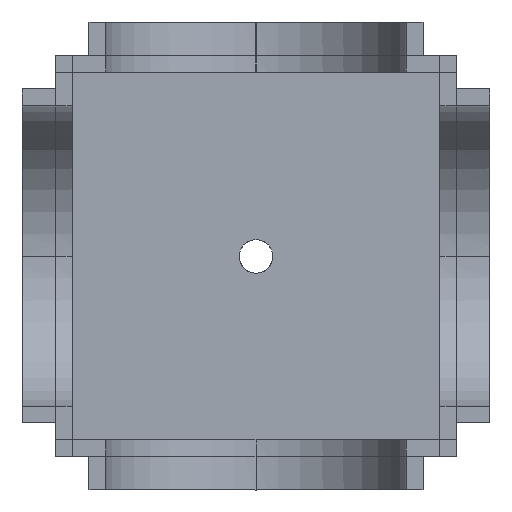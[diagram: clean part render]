
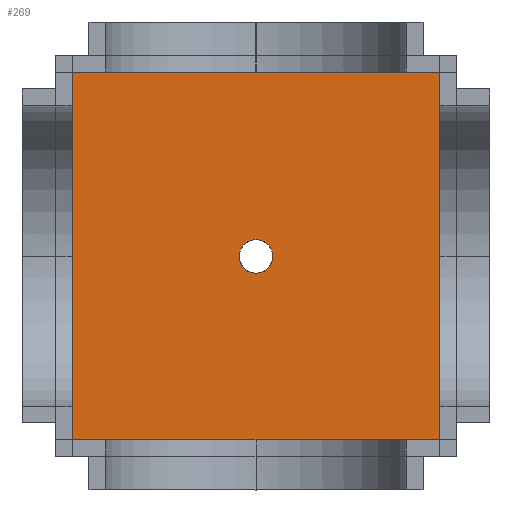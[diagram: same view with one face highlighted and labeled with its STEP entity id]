
A CAD part, top view. The second image highlights one B-rep face of the part: STEP entity #269.
In plain terms, the highlighted free-form (B-spline) face has degree [1, 1] with [2, 2] control points.
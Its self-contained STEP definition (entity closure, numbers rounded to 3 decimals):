
#200=(
BOUNDED_SURFACE()
B_SPLINE_SURFACE(1,1,((#201,#202),(#203,#204)),.UNSPECIFIED.,.F.,.F.,.F.)
B_SPLINE_SURFACE_WITH_KNOTS((2,2),(2,2),(0.000,1.000),(0.000,1.000),.UNSPECIFIED.)
GEOMETRIC_REPRESENTATION_ITEM()
RATIONAL_B_SPLINE_SURFACE(((1.,1.),(1.,1.)))
REPRESENTATION_ITEM('')
SURFACE()
);
#201=CARTESIAN_POINT('',(-60.,60.,2.5));
#202=CARTESIAN_POINT('',(60.,60.,2.5));
#203=CARTESIAN_POINT('',(-60.,-60.,2.5));
#204=CARTESIAN_POINT('',(60.,-60.,2.5));
#205=CARTESIAN_POINT('',(60.,60.,2.5));
#206=VERTEX_POINT('',#205);
#207=(
BOUNDED_CURVE()
B_SPLINE_CURVE(1,(#208,#209),.UNSPECIFIED.,.F.,.F.)
B_SPLINE_CURVE_WITH_KNOTS((2,2),(0.000,1.000),.UNSPECIFIED.)
CURVE()
GEOMETRIC_REPRESENTATION_ITEM()
RATIONAL_B_SPLINE_CURVE((1.,1.))
REPRESENTATION_ITEM('')
);
#208=CARTESIAN_POINT('',(60.,60.,2.5));
#209=CARTESIAN_POINT('',(60.,-60.,2.5));
#210=CARTESIAN_POINT('',(60.,-60.,2.5));
#211=VERTEX_POINT('',#210);
#212=EDGE_CURVE('',#206,#211,#207,.T.);
#213=ORIENTED_EDGE('',*,*,#212,.T.);
#214=(
BOUNDED_CURVE()
B_SPLINE_CURVE(1,(#215,#216),.UNSPECIFIED.,.F.,.F.)
B_SPLINE_CURVE_WITH_KNOTS((2,2),(0.000,1.000),.UNSPECIFIED.)
CURVE()
GEOMETRIC_REPRESENTATION_ITEM()
RATIONAL_B_SPLINE_CURVE((1.,1.))
REPRESENTATION_ITEM('')
);
#215=CARTESIAN_POINT('',(60.,-60.,2.5));
#216=CARTESIAN_POINT('',(-60.,-60.,2.5));
#217=CARTESIAN_POINT('',(-60.,-60.,2.5));
#218=VERTEX_POINT('',#217);
#219=EDGE_CURVE('',#211,#218,#214,.T.);
#220=ORIENTED_EDGE('',*,*,#219,.T.);
#221=(
BOUNDED_CURVE()
B_SPLINE_CURVE(1,(#222,#223),.UNSPECIFIED.,.F.,.F.)
B_SPLINE_CURVE_WITH_KNOTS((2,2),(0.000,1.000),.UNSPECIFIED.)
CURVE()
GEOMETRIC_REPRESENTATION_ITEM()
RATIONAL_B_SPLINE_CURVE((1.,1.))
REPRESENTATION_ITEM('')
);
#222=CARTESIAN_POINT('',(-60.,-60.,2.5));
#223=CARTESIAN_POINT('',(-60.,60.,2.5));
#224=CARTESIAN_POINT('',(-60.,60.,2.5));
#225=VERTEX_POINT('',#224);
#226=EDGE_CURVE('',#218,#225,#221,.T.);
#227=ORIENTED_EDGE('',*,*,#226,.T.);
#228=(
BOUNDED_CURVE()
B_SPLINE_CURVE(1,(#229,#230),.UNSPECIFIED.,.F.,.F.)
B_SPLINE_CURVE_WITH_KNOTS((2,2),(0.000,1.000),.UNSPECIFIED.)
CURVE()
GEOMETRIC_REPRESENTATION_ITEM()
RATIONAL_B_SPLINE_CURVE((1.,1.))
REPRESENTATION_ITEM('')
);
#229=CARTESIAN_POINT('',(-60.,60.,2.5));
#230=CARTESIAN_POINT('',(60.,60.,2.5));
#231=EDGE_CURVE('',#225,#206,#228,.T.);
#232=ORIENTED_EDGE('',*,*,#231,.T.);
#233=EDGE_LOOP('',(#213,#220,#227,#232));
#234=FACE_OUTER_BOUND('',#233,.T.);
#235=CARTESIAN_POINT('',(0.,-5.,2.5));
#236=VERTEX_POINT('',#235);
#237=(
BOUNDED_CURVE()
B_SPLINE_CURVE(2,(#238,#239,#240),.UNSPECIFIED.,.F.,.F.)
B_SPLINE_CURVE_WITH_KNOTS((3,3),(0.000,1.000),.UNSPECIFIED.)
CURVE()
GEOMETRIC_REPRESENTATION_ITEM()
RATIONAL_B_SPLINE_CURVE((1.,0.707,1.))
REPRESENTATION_ITEM('')
);
#238=CARTESIAN_POINT('',(0.,-5.,2.5));
#239=CARTESIAN_POINT('',(5.,-5.,2.5));
#240=CARTESIAN_POINT('',(5.,0.,2.5));
#241=CARTESIAN_POINT('',(5.,0.,2.5));
#242=VERTEX_POINT('',#241);
#243=EDGE_CURVE('',#236,#242,#237,.T.);
#244=ORIENTED_EDGE('',*,*,#243,.T.);
#245=(
BOUNDED_CURVE()
B_SPLINE_CURVE(2,(#246,#247,#248),.UNSPECIFIED.,.F.,.F.)
B_SPLINE_CURVE_WITH_KNOTS((3,3),(0.000,1.000),.UNSPECIFIED.)
CURVE()
GEOMETRIC_REPRESENTATION_ITEM()
RATIONAL_B_SPLINE_CURVE((1.,0.707,1.))
REPRESENTATION_ITEM('')
);
#246=CARTESIAN_POINT('',(5.,0.,2.5));
#247=CARTESIAN_POINT('',(5.,5.,2.5));
#248=CARTESIAN_POINT('',(0.,5.,2.5));
#249=CARTESIAN_POINT('',(0.,5.,2.5));
#250=VERTEX_POINT('',#249);
#251=EDGE_CURVE('',#242,#250,#245,.T.);
#252=ORIENTED_EDGE('',*,*,#251,.T.);
#253=(
BOUNDED_CURVE()
B_SPLINE_CURVE(2,(#254,#255,#256),.UNSPECIFIED.,.F.,.F.)
B_SPLINE_CURVE_WITH_KNOTS((3,3),(0.000,1.000),.UNSPECIFIED.)
CURVE()
GEOMETRIC_REPRESENTATION_ITEM()
RATIONAL_B_SPLINE_CURVE((1.,0.707,1.))
REPRESENTATION_ITEM('')
);
#254=CARTESIAN_POINT('',(0.,5.,2.5));
#255=CARTESIAN_POINT('',(-5.,5.,2.5));
#256=CARTESIAN_POINT('',(-5.,0.,2.5));
#257=CARTESIAN_POINT('',(-5.,0.,2.5));
#258=VERTEX_POINT('',#257);
#259=EDGE_CURVE('',#250,#258,#253,.T.);
#260=ORIENTED_EDGE('',*,*,#259,.T.);
#261=(
BOUNDED_CURVE()
B_SPLINE_CURVE(2,(#262,#263,#264),.UNSPECIFIED.,.F.,.F.)
B_SPLINE_CURVE_WITH_KNOTS((3,3),(0.000,1.000),.UNSPECIFIED.)
CURVE()
GEOMETRIC_REPRESENTATION_ITEM()
RATIONAL_B_SPLINE_CURVE((1.,0.707,1.))
REPRESENTATION_ITEM('')
);
#262=CARTESIAN_POINT('',(-5.,0.,2.5));
#263=CARTESIAN_POINT('',(-5.,-5.,2.5));
#264=CARTESIAN_POINT('',(0.,-5.,2.5));
#265=EDGE_CURVE('',#258,#236,#261,.T.);
#266=ORIENTED_EDGE('',*,*,#265,.T.);
#267=EDGE_LOOP('',(#244,#252,#260,#266));
#268=FACE_BOUND('',#267,.T.);
#269=ADVANCED_FACE('',(#234,#268),#200,.T.);
